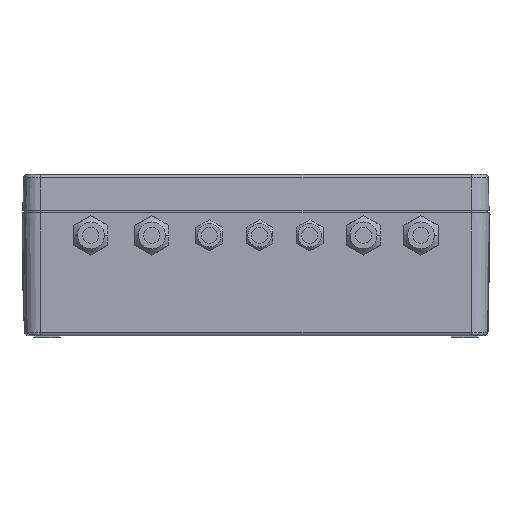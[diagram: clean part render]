
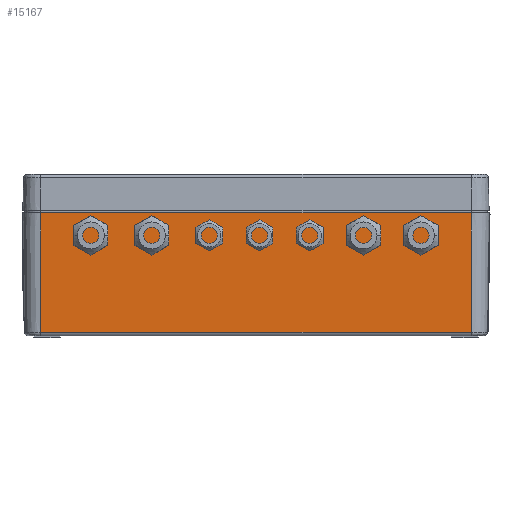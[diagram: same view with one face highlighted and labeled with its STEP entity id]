
A CAD part, front view. The second image highlights one B-rep face of the part: STEP entity #15167.
In plain terms, the highlighted planar face has unit normal (0, -1, -0.015).
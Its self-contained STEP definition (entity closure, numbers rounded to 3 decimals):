
#44 = CARTESIAN_POINT ( 'NONE',  ( -140., -80., 69.5 ) ) ;
#685 = VECTOR ( 'NONE', #16754, 1000. ) ;
#876 = CARTESIAN_POINT ( 'NONE',  ( 120., -79.029, 2.971 ) ) ;
#1318 = DIRECTION ( 'NONE',  ( 0., 0.015, -1. ) ) ;
#1561 = AXIS2_PLACEMENT_3D ( 'NONE', #44, #9256, #1318 ) ;
#1825 = CARTESIAN_POINT ( 'NONE',  ( -120., -80., 69.5 ) ) ;
#2023 = EDGE_LOOP ( 'NONE', ( #14715, #13966, #9893, #3072 ) ) ;
#2404 = VECTOR ( 'NONE', #16826, 1000. ) ;
#3072 = ORIENTED_EDGE ( 'NONE', *, *, #8218, .T. ) ;
#3425 = CARTESIAN_POINT ( 'NONE',  ( 120., -80., 69.5 ) ) ;
#3949 = CARTESIAN_POINT ( 'NONE',  ( -140., -80., 69.5 ) ) ;
#8218 = EDGE_CURVE ( 'NONE', #12928, #12246, #14657, .T. ) ;
#8660 = CARTESIAN_POINT ( 'NONE',  ( -120., -80., 69.5 ) ) ;
#8743 = VECTOR ( 'NONE', #13376, 1000. ) ;
#8748 = CARTESIAN_POINT ( 'NONE',  ( -140., -79.029, 2.971 ) ) ;
#9256 = DIRECTION ( 'NONE',  ( 0., -1., -0.015 ) ) ;
#9729 = VERTEX_POINT ( 'NONE', #16436 ) ;
#9893 = ORIENTED_EDGE ( 'NONE', *, *, #16843, .T. ) ;
#10576 = PLANE ( 'NONE',  #1561 ) ;
#11072 = VECTOR ( 'NONE', #11414, 1000. ) ;
#11414 = DIRECTION ( 'NONE',  ( 0., 0.015, -1. ) ) ;
#11584 = EDGE_CURVE ( 'NONE', #13037, #12246, #16269, .T. ) ;
#12246 = VERTEX_POINT ( 'NONE', #14481 ) ;
#12928 = VERTEX_POINT ( 'NONE', #1825 ) ;
#12993 = EDGE_CURVE ( 'NONE', #13037, #9729, #14473, .T. ) ;
#13037 = VERTEX_POINT ( 'NONE', #876 ) ;
#13376 = DIRECTION ( 'NONE',  ( -1., 0., 0. ) ) ;
#13966 = ORIENTED_EDGE ( 'NONE', *, *, #12993, .T. ) ;
#14473 = LINE ( 'NONE', #3425, #685 ) ;
#14481 = CARTESIAN_POINT ( 'NONE',  ( -120., -79.029, 2.971 ) ) ;
#14657 = LINE ( 'NONE', #8660, #11072 ) ;
#14715 = ORIENTED_EDGE ( 'NONE', *, *, #11584, .F. ) ;
#15167 = ADVANCED_FACE ( 'NONE', ( #15646 ), #10576, .T. ) ;
#15646 = FACE_OUTER_BOUND ( 'NONE', #2023, .T. ) ;
#16269 = LINE ( 'NONE', #8748, #2404 ) ;
#16342 = LINE ( 'NONE', #3949, #8743 ) ;
#16436 = CARTESIAN_POINT ( 'NONE',  ( 120., -80., 69.5 ) ) ;
#16754 = DIRECTION ( 'NONE',  ( 0., -0.015, 1. ) ) ;
#16826 = DIRECTION ( 'NONE',  ( -1., 0., 0. ) ) ;
#16843 = EDGE_CURVE ( 'NONE', #9729, #12928, #16342, .T. ) ;
